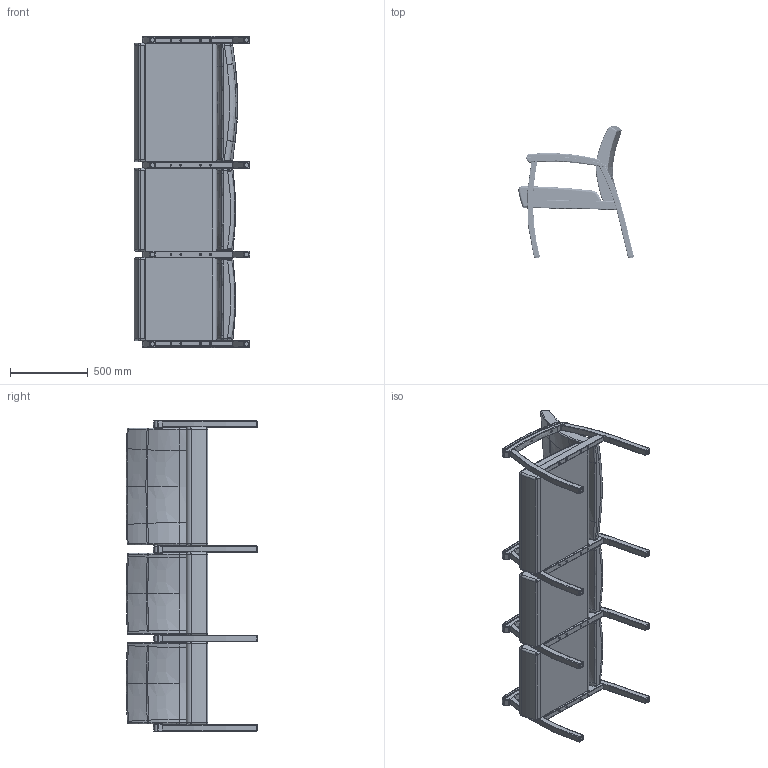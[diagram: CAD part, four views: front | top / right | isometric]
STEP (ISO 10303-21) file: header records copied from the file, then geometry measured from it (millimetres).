
FILE_DESCRIPTION(/* description */ (''),/* implementation_level */ '2;1');
FILE_NAME(/* name */ 'KOW30IBRU.stp',/* time_stamp */ '2016-02-22T14:34:11-05:00',/* author */ ('emerkel'),/* organization */ (''),/* preprocessor_version */ 'ST-DEVELOPER v16.1',/* originating_system */ 'Autodesk Inventor 2016',/* authorisation */ '');
FILE_SCHEMA (('AUTOMOTIVE_DESIGN { 1 0 10303 214 3 1 1 }'));
Products named in the file (10): KOT10 USEAT; KOW10 ARMI; KOT10 BACK NEW; GLIDE APFAA06-1; KOT10B-1 USEAT; KOT10B UBACK; KOW10 ARMR; KOW10 ARML; KOW10 MAC BLK; KOW30IBRU
Assembly tree (22 placements, depth 2):
  KOW30IBRU
    KOT10 USEAT  x2
    KOW10 ARMI  x2
    KOT10 BACK NEW  x2
    GLIDE APFAA06-1  x8
    KOT10B-1 USEAT
    KOT10B UBACK
    KOW10 ARMR
    KOW10 ARML
    KOW10 MAC BLK  x4
Bounding box: 740.84 x 846.29 x 2001.01 mm (x, y, z)
Volume: 194397170.2 mm3; surface area: 6848975 mm2
Topology: 142 solids, 142 shells, 2955 faces, 7041 edges, 4468 vertices
Faces by surface type: cylinder 1295, plane 815, bspline 507, torus 182, cone 128, sphere 28
Full cylindrical faces by diameter (mm): 6.35 x92, 7.938 x36, 8.733 x12, 9.5 x608, 9.922 x8, 10.77 x8, 12.7 x12, 16.002 x8, 19.05 x8, 28.575 x8
Entity records: 120461 total; most frequent: CARTESIAN_POINT 92369, DIRECTION 5333, ORIENTED_EDGE 5314, EDGE_CURVE 2657, AXIS2_PLACEMENT_3D 2340, VERTEX_POINT 1736, EDGE_LOOP 1717, ADVANCED_FACE 1325
